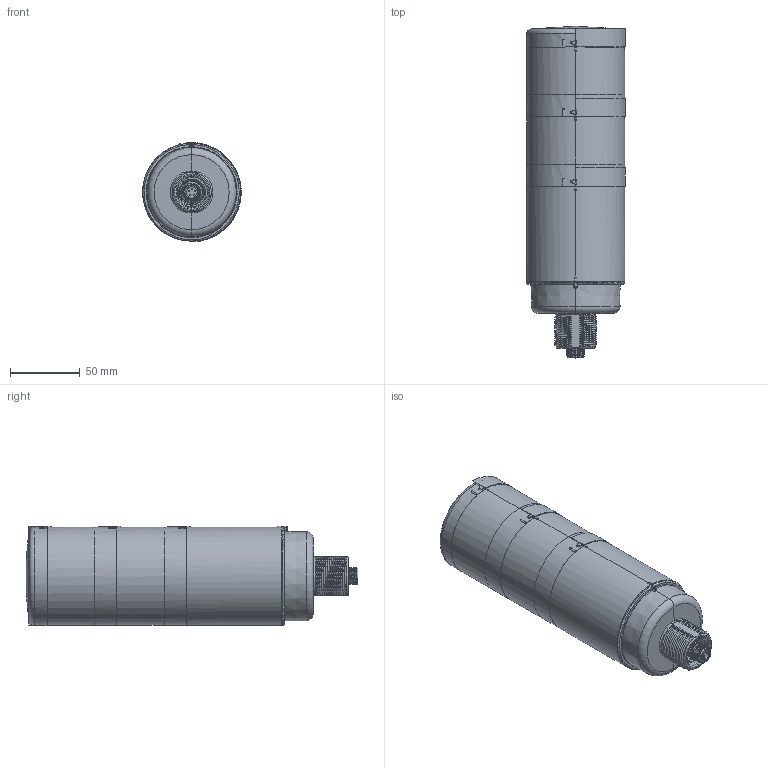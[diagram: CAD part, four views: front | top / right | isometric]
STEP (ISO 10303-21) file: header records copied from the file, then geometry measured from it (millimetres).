
FILE_DESCRIPTION((''),'2;1');
FILE_NAME('191409_ASM','2021-07-16T12:54:12',('PDMAdmin'),('BANNER ENGINEERING'),'CREO PARAMETRIC BY PTC INC, 2019292','CREO PARAMETRIC BY PTC INC, 2019292','');
FILE_SCHEMA(('CONFIG_CONTROL_DESIGN'));
Length unit declared in the file: millimetre
Products named in the file (8): 180077; 190540; 183492; 183493; 218515; 191171; 30498; 191409_ASM
Assembly tree (9 placements, depth 2):
  191409_ASM
    180077
    190540
    183492  x2
    183493  x2
    218515
    191171
    30498
Bounding box: 70.5 x 237.2 x 71.25 mm (x, y, z)
Volume: 209681.6 mm3; surface area: 147699.8 mm2
Topology: 9 solids, 12 shells, 2335 faces, 5571 edges, 3283 vertices
Faces by surface type: bspline 754, cylinder 616, plane 399, torus 230, cone 200, sphere 136
Entity records: 101541 total; most frequent: CARTESIAN_POINT 65299, ORIENTED_EDGE 8298, DIRECTION 6531, EDGE_CURVE 4153, AXIS2_PLACEMENT_3D 2747, VERTEX_POINT 2458, EDGE_LOOP 1823, FACE_OUTER_BOUND 1744
